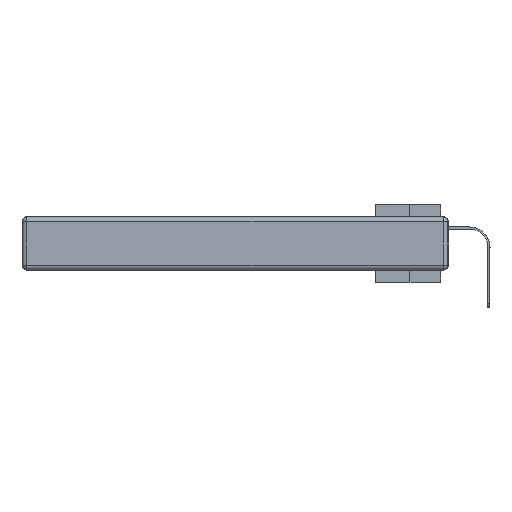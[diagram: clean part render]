
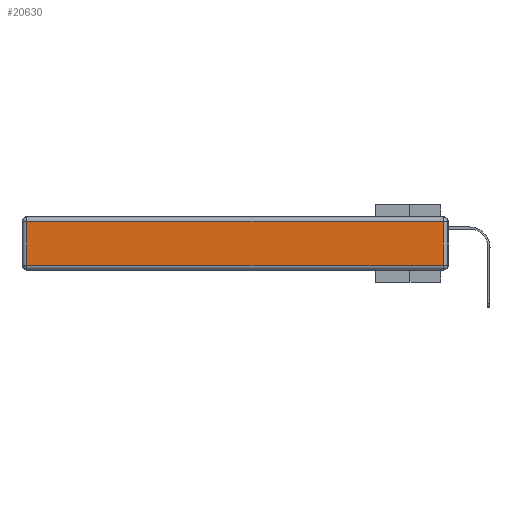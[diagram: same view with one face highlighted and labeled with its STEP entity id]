
A CAD part, left-side view. The second image highlights one B-rep face of the part: STEP entity #20630.
In plain terms, the highlighted planar face has unit normal (-1, 0, 0).
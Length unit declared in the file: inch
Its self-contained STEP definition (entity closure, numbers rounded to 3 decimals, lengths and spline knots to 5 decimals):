
#2592 = CARTESIAN_POINT ( 'NONE',  ( 0., 2.72, -0.343 ) ) ;
#5846 = ORIENTED_EDGE ( 'NONE', *, *, #8135, .T. ) ;
#6943 = ORIENTED_EDGE ( 'NONE', *, *, #11976, .T. ) ;
#7144 = CARTESIAN_POINT ( 'NONE',  ( 0., 2.72, -0.313 ) ) ;
#7820 = VECTOR ( 'NONE', #19625, 39.37008 ) ;
#8135 = EDGE_CURVE ( 'NONE', #21717, #16030, #14351, .T. ) ;
#9541 = DIRECTION ( 'NONE',  ( -1., 0., 0. ) ) ;
#11878 = LINE ( 'NONE', #20617, #12099 ) ;
#11885 = DIRECTION ( 'NONE',  ( 0., 0., 1. ) ) ;
#11976 = EDGE_CURVE ( 'NONE', #27241, #21717, #19156, .T. ) ;
#12099 = VECTOR ( 'NONE', #34417, 39.37008 ) ;
#13572 = ORIENTED_EDGE ( 'NONE', *, *, #30111, .T. ) ;
#13880 = CARTESIAN_POINT ( 'NONE',  ( 0., 0.03, -0.03 ) ) ;
#14351 = LINE ( 'NONE', #21828, #7820 ) ;
#15443 = EDGE_CURVE ( 'NONE', #19194, #27241, #24341, .T. ) ;
#16030 = VERTEX_POINT ( 'NONE', #29465 ) ;
#18542 = AXIS2_PLACEMENT_3D ( 'NONE', #25868, #9541, #11885 ) ;
#19156 = LINE ( 'NONE', #2592, #22233 ) ;
#19194 = VERTEX_POINT ( 'NONE', #13880 ) ;
#19625 = DIRECTION ( 'NONE',  ( 0., -1., 0. ) ) ;
#20617 = CARTESIAN_POINT ( 'NONE',  ( 0., 0.03, -0.343 ) ) ;
#20630 = ADVANCED_FACE ( 'NONE', ( #25688 ), #31677, .T. ) ;
#21717 = VERTEX_POINT ( 'NONE', #7144 ) ;
#21828 = CARTESIAN_POINT ( 'NONE',  ( 0., 0., -0.313 ) ) ;
#22233 = VECTOR ( 'NONE', #32949, 39.37008 ) ;
#22481 = EDGE_LOOP ( 'NONE', ( #5846, #13572, #31619, #6943 ) ) ;
#24341 = LINE ( 'NONE', #25179, #27714 ) ;
#25179 = CARTESIAN_POINT ( 'NONE',  ( 0., 2.75, -0.03 ) ) ;
#25343 = DIRECTION ( 'NONE',  ( 0., 1., 0. ) ) ;
#25688 = FACE_OUTER_BOUND ( 'NONE', #22481, .T. ) ;
#25868 = CARTESIAN_POINT ( 'NONE',  ( 0., 0., -0.343 ) ) ;
#27241 = VERTEX_POINT ( 'NONE', #34399 ) ;
#27714 = VECTOR ( 'NONE', #25343, 39.37008 ) ;
#29465 = CARTESIAN_POINT ( 'NONE',  ( 0., 0.03, -0.313 ) ) ;
#30111 = EDGE_CURVE ( 'NONE', #16030, #19194, #11878, .T. ) ;
#31619 = ORIENTED_EDGE ( 'NONE', *, *, #15443, .T. ) ;
#31677 = PLANE ( 'NONE',  #18542 ) ;
#32949 = DIRECTION ( 'NONE',  ( 0., 0., -1. ) ) ;
#34399 = CARTESIAN_POINT ( 'NONE',  ( 0., 2.72, -0.03 ) ) ;
#34417 = DIRECTION ( 'NONE',  ( 0., 0., 1. ) ) ;
